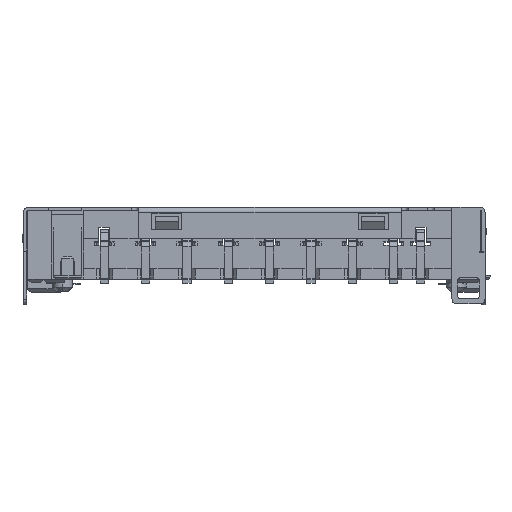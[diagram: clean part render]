
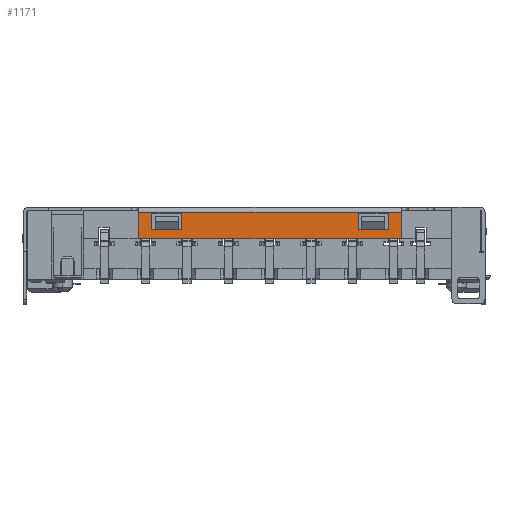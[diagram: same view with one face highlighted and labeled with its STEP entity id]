
A CAD part, top view. The second image highlights one B-rep face of the part: STEP entity #1171.
In plain terms, the highlighted planar face has unit normal (0, 0, 1).
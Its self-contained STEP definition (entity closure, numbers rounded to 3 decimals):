
#151 = EDGE_CURVE ( 'NONE', #18767, #45469, #19895, .T. ) ;
#348 = EDGE_CURVE ( 'NONE', #1896, #45469, #23415, .T. ) ;
#1171 = ADVANCED_FACE ( 'NONE', ( #17799, #28377, #43265 ), #17335, .T. ) ;
#1896 = VERTEX_POINT ( 'NONE', #37367 ) ;
#2220 = VERTEX_POINT ( 'NONE', #39503 ) ;
#2516 = VECTOR ( 'NONE', #42215, 1000. ) ;
#3595 = DIRECTION ( 'NONE',  ( 1., 0., 0. ) ) ;
#4506 = DIRECTION ( 'NONE',  ( 0., -1., 0. ) ) ;
#5195 = CARTESIAN_POINT ( 'NONE',  ( 8.1, 0.075, 13.77 ) ) ;
#5722 = VECTOR ( 'NONE', #33976, 1000. ) ;
#5921 = ORIENTED_EDGE ( 'NONE', *, *, #33564, .T. ) ;
#6050 = LINE ( 'NONE', #42808, #46331 ) ;
#6222 = EDGE_LOOP ( 'NONE', ( #5921, #11096, #9335, #27796 ) ) ;
#6263 = VECTOR ( 'NONE', #4506, 1000. ) ;
#6298 = LINE ( 'NONE', #16646, #16289 ) ;
#6896 = LINE ( 'NONE', #25156, #13356 ) ;
#7147 = EDGE_CURVE ( 'NONE', #11729, #12163, #33825, .T. ) ;
#7408 = ORIENTED_EDGE ( 'NONE', *, *, #15970, .T. ) ;
#7625 = VERTEX_POINT ( 'NONE', #46153 ) ;
#7964 = ORIENTED_EDGE ( 'NONE', *, *, #23061, .T. ) ;
#8891 = VECTOR ( 'NONE', #40105, 1000. ) ;
#9204 = LINE ( 'NONE', #20019, #47342 ) ;
#9210 = ORIENTED_EDGE ( 'NONE', *, *, #348, .F. ) ;
#9335 = ORIENTED_EDGE ( 'NONE', *, *, #37790, .T. ) ;
#10974 = LINE ( 'NONE', #25660, #19149 ) ;
#11096 = ORIENTED_EDGE ( 'NONE', *, *, #40703, .T. ) ;
#11697 = CARTESIAN_POINT ( 'NONE',  ( -4.4, 1.225, 13.77 ) ) ;
#11729 = VERTEX_POINT ( 'NONE', #18481 ) ;
#12163 = VERTEX_POINT ( 'NONE', #21086 ) ;
#12893 = LINE ( 'NONE', #27582, #2516 ) ;
#13356 = VECTOR ( 'NONE', #21329, 1000. ) ;
#14585 = ORIENTED_EDGE ( 'NONE', *, *, #43113, .T. ) ;
#14590 = DIRECTION ( 'NONE',  ( 1., 0., 0. ) ) ;
#15057 = EDGE_CURVE ( 'NONE', #7625, #18767, #6298, .T. ) ;
#15970 = EDGE_CURVE ( 'NONE', #12163, #35571, #6050, .T. ) ;
#16289 = VECTOR ( 'NONE', #20492, 1000. ) ;
#16646 = CARTESIAN_POINT ( 'NONE',  ( -7., -0.475, 13.77 ) ) ;
#16998 = EDGE_LOOP ( 'NONE', ( #31369, #17111, #9210, #14585 ) ) ;
#17111 = ORIENTED_EDGE ( 'NONE', *, *, #151, .T. ) ;
#17335 = PLANE ( 'NONE',  #20948 ) ;
#17636 = CARTESIAN_POINT ( 'NONE',  ( 6.3, 1.075, 13.77 ) ) ;
#17799 = FACE_BOUND ( 'NONE', #39507, .T. ) ;
#18481 = CARTESIAN_POINT ( 'NONE',  ( -4.4, 1.075, 13.77 ) ) ;
#18767 = VERTEX_POINT ( 'NONE', #39743 ) ;
#18986 = LINE ( 'NONE', #25719, #28849 ) ;
#19149 = VECTOR ( 'NONE', #14590, 1000. ) ;
#19292 = VECTOR ( 'NONE', #39062, 1000. ) ;
#19895 = LINE ( 'NONE', #20132, #23381 ) ;
#20019 = CARTESIAN_POINT ( 'NONE',  ( 8.1, 1.225, 13.77 ) ) ;
#20132 = CARTESIAN_POINT ( 'NONE',  ( 8.9, 1.225, 13.77 ) ) ;
#20492 = DIRECTION ( 'NONE',  ( 1., 0., 0. ) ) ;
#20948 = AXIS2_PLACEMENT_3D ( 'NONE', #39672, #46382, #39435 ) ;
#21086 = CARTESIAN_POINT ( 'NONE',  ( -4.4, 0.075, 13.77 ) ) ;
#21329 = DIRECTION ( 'NONE',  ( -1., 0., 0. ) ) ;
#22714 = CARTESIAN_POINT ( 'NONE',  ( 8.967, 1.125, 13.77 ) ) ;
#23061 = EDGE_CURVE ( 'NONE', #27391, #11729, #18986, .T. ) ;
#23226 = LINE ( 'NONE', #46717, #19292 ) ;
#23381 = VECTOR ( 'NONE', #37710, 1000. ) ;
#23415 = LINE ( 'NONE', #22714, #5722 ) ;
#24094 = EDGE_CURVE ( 'NONE', #27438, #42963, #6896, .T. ) ;
#24334 = DIRECTION ( 'NONE',  ( -1., 0., 0. ) ) ;
#25156 = CARTESIAN_POINT ( 'NONE',  ( -7., 0.075, 13.77 ) ) ;
#25448 = LINE ( 'NONE', #28362, #8891 ) ;
#25660 = CARTESIAN_POINT ( 'NONE',  ( -7., 1.075, 13.77 ) ) ;
#25719 = CARTESIAN_POINT ( 'NONE',  ( -7., 1.075, 13.77 ) ) ;
#26565 = CARTESIAN_POINT ( 'NONE',  ( -6.2, 0.075, 13.77 ) ) ;
#27391 = VERTEX_POINT ( 'NONE', #38353 ) ;
#27438 = VERTEX_POINT ( 'NONE', #5195 ) ;
#27582 = CARTESIAN_POINT ( 'NONE',  ( -7., 1.225, 13.77 ) ) ;
#27796 = ORIENTED_EDGE ( 'NONE', *, *, #24094, .T. ) ;
#28362 = CARTESIAN_POINT ( 'NONE',  ( -6.2, 1.225, 13.77 ) ) ;
#28377 = FACE_BOUND ( 'NONE', #6222, .T. ) ;
#28849 = VECTOR ( 'NONE', #3595, 1000. ) ;
#29039 = CARTESIAN_POINT ( 'NONE',  ( 8.9, 1.125, 13.77 ) ) ;
#29755 = ORIENTED_EDGE ( 'NONE', *, *, #7147, .T. ) ;
#30012 = CARTESIAN_POINT ( 'NONE',  ( 6.3, 0.075, 13.77 ) ) ;
#30889 = EDGE_CURVE ( 'NONE', #35571, #27391, #25448, .T. ) ;
#31369 = ORIENTED_EDGE ( 'NONE', *, *, #15057, .T. ) ;
#33560 = ORIENTED_EDGE ( 'NONE', *, *, #30889, .T. ) ;
#33564 = EDGE_CURVE ( 'NONE', #42963, #47355, #23226, .T. ) ;
#33825 = LINE ( 'NONE', #11697, #6263 ) ;
#33976 = DIRECTION ( 'NONE',  ( 1., 0., 0. ) ) ;
#35571 = VERTEX_POINT ( 'NONE', #26565 ) ;
#37367 = CARTESIAN_POINT ( 'NONE',  ( -7., 1.125, 13.77 ) ) ;
#37710 = DIRECTION ( 'NONE',  ( 0., 1., 0. ) ) ;
#37790 = EDGE_CURVE ( 'NONE', #2220, #27438, #9204, .T. ) ;
#38353 = CARTESIAN_POINT ( 'NONE',  ( -6.2, 1.075, 13.77 ) ) ;
#39062 = DIRECTION ( 'NONE',  ( 0., 1., 0. ) ) ;
#39435 = DIRECTION ( 'NONE',  ( 1., 0., 0. ) ) ;
#39503 = CARTESIAN_POINT ( 'NONE',  ( 8.1, 1.075, 13.77 ) ) ;
#39507 = EDGE_LOOP ( 'NONE', ( #33560, #7964, #29755, #7408 ) ) ;
#39672 = CARTESIAN_POINT ( 'NONE',  ( -7., 1.225, 13.77 ) ) ;
#39743 = CARTESIAN_POINT ( 'NONE',  ( 8.9, -0.475, 13.77 ) ) ;
#40105 = DIRECTION ( 'NONE',  ( 0., 1., 0. ) ) ;
#40703 = EDGE_CURVE ( 'NONE', #47355, #2220, #10974, .T. ) ;
#41202 = DIRECTION ( 'NONE',  ( 0., -1., 0. ) ) ;
#42215 = DIRECTION ( 'NONE',  ( 0., -1., 0. ) ) ;
#42808 = CARTESIAN_POINT ( 'NONE',  ( -7., 0.075, 13.77 ) ) ;
#42963 = VERTEX_POINT ( 'NONE', #30012 ) ;
#43113 = EDGE_CURVE ( 'NONE', #1896, #7625, #12893, .T. ) ;
#43265 = FACE_OUTER_BOUND ( 'NONE', #16998, .T. ) ;
#45469 = VERTEX_POINT ( 'NONE', #29039 ) ;
#46153 = CARTESIAN_POINT ( 'NONE',  ( -7., -0.475, 13.77 ) ) ;
#46331 = VECTOR ( 'NONE', #24334, 1000. ) ;
#46382 = DIRECTION ( 'NONE',  ( 0., 0., 1. ) ) ;
#46717 = CARTESIAN_POINT ( 'NONE',  ( 6.3, 1.225, 13.77 ) ) ;
#47342 = VECTOR ( 'NONE', #41202, 1000. ) ;
#47355 = VERTEX_POINT ( 'NONE', #17636 ) ;
